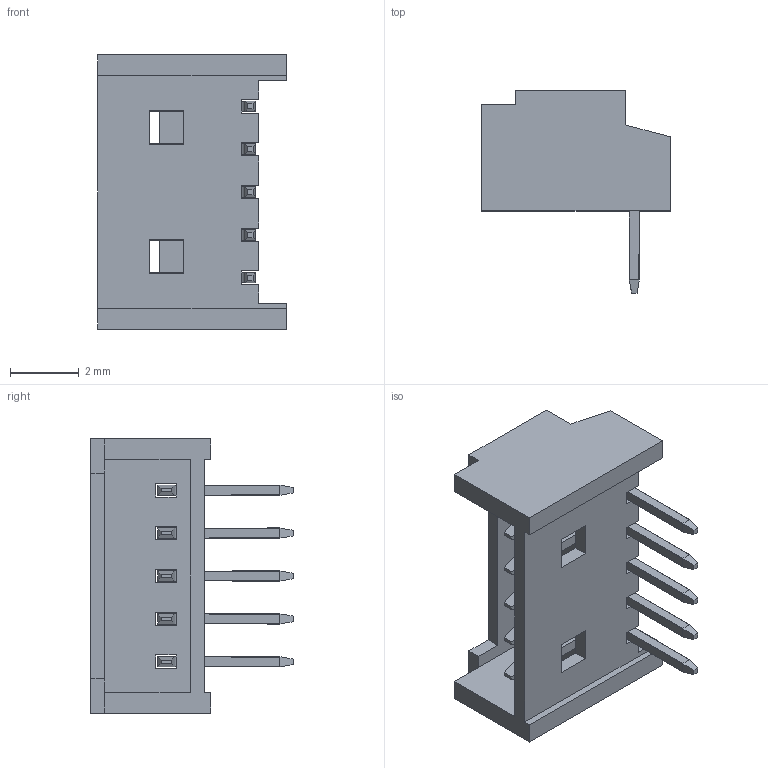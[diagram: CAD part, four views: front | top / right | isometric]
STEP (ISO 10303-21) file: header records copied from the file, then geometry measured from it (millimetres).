
FILE_DESCRIPTION (( 'STEP AP203' ), '1' );
FILE_NAME ('User Library-53048-0510.STEP', '2022-01-09T04:07:07', ( '' ), ( '' ), 'SwSTEP 2.0', 'SolidWorks 2021', '' );
FILE_SCHEMA (( 'CONFIG_CONTROL_DESIGN' ));
Length unit declared in the file: millimetre
Products named in the file (1): User Library-53048-0510
Bounding box: 5.5 x 5.9 x 8 mm (x, y, z)
Volume: 64.2 mm3; surface area: 267.2 mm2
Topology: 6 solids, 6 shells, 188 faces, 521 edges, 340 vertices
Faces by surface type: plane 158, cylinder 30
Entity records: 5964 total; most frequent: CARTESIAN_POINT 1170, ORIENTED_EDGE 1042, DIRECTION 879, EDGE_CURVE 521, LINE 461, VECTOR 461, VERTEX_POINT 340, AXIS2_PLACEMENT_3D 209
